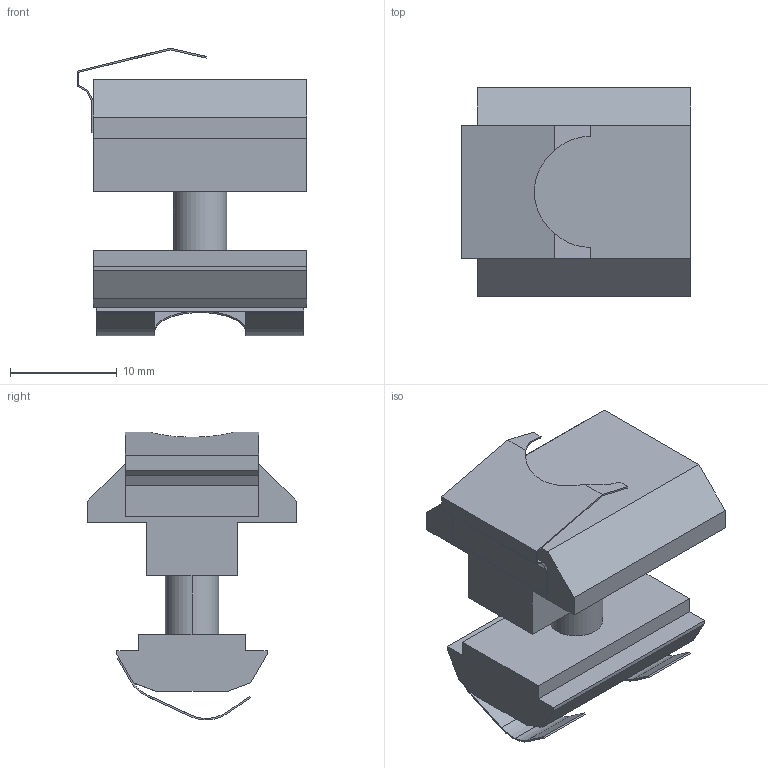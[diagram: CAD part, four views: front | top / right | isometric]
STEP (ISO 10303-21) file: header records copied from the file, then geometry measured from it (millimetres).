
FILE_DESCRIPTION(('STEP AP214'),'1');
FILE_NAME('cctmp_504FC0DA-D8B1-410E-8F71-0F70A8651377_2020_1_16_8_26_20_764..stp','2020-01-16T07:26:21',('Bosch Rexroth AG'),('CADClick - www.CADClick.com'),'Spatial InterOp 3D',' ','unknown authorization - (Healing Option Enabled)');
FILE_SCHEMA(('AUTOMOTIVE_DESIGN'));
Length unit declared in the file: millimetre
Products named in the file (1): 2020_01_16__08-26-20-754
Bounding box: 21.53 x 19.5 x 26.93 mm (x, y, z)
Volume: 4119.9 mm3; surface area: 2914 mm2
Topology: 1 solids, 1 shells, 76 faces, 213 edges, 142 vertices
Faces by surface type: plane 58, cylinder 18
Entity records: 3654 total; most frequent: CARTESIAN_POINT 464, ORIENTED_EDGE 426, DIRECTION 399, EDGE_CURVE 213, STYLED_ITEM 190, PRESENTATION_STYLE_ASSIGNMENT 190, COLOUR_RGB 190, LINE 173
